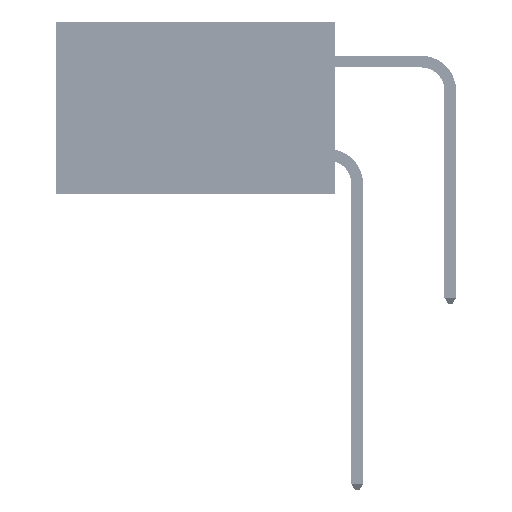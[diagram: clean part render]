
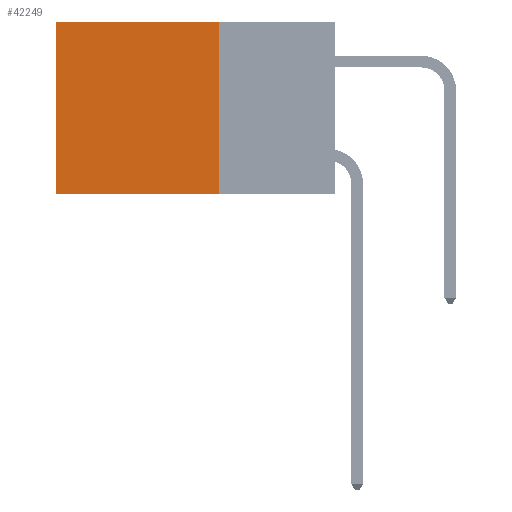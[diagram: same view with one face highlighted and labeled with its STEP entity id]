
A CAD part, left-side view. The second image highlights one B-rep face of the part: STEP entity #42249.
In plain terms, the highlighted planar face has unit normal (-1, 0, 0).
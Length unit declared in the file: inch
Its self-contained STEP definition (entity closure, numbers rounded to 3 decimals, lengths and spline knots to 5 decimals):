
#2643 = CARTESIAN_POINT ( 'NONE',  ( 0.2875, 0.25, 0. ) ) ;
#3172 = DIRECTION ( 'NONE',  ( 0., 0., -1. ) ) ;
#4210 = LINE ( 'NONE', #9860, #43937 ) ;
#4312 = EDGE_CURVE ( 'NONE', #12378, #30766, #8350, .T. ) ;
#8350 = LINE ( 'NONE', #27377, #28183 ) ;
#8721 = VECTOR ( 'NONE', #3172, 39.37008 ) ;
#9860 = CARTESIAN_POINT ( 'NONE',  ( 0.2875, 0.25, -0.37 ) ) ;
#12246 = VERTEX_POINT ( 'NONE', #49299 ) ;
#12378 = VERTEX_POINT ( 'NONE', #2643 ) ;
#13371 = ORIENTED_EDGE ( 'NONE', *, *, #4312, .F. ) ;
#13743 = ORIENTED_EDGE ( 'NONE', *, *, #36661, .F. ) ;
#14591 = CARTESIAN_POINT ( 'NONE',  ( 0.2875, 0.6, -0.37 ) ) ;
#17021 = EDGE_CURVE ( 'NONE', #12246, #28179, #19249, .T. ) ;
#17379 = PLANE ( 'NONE',  #33041 ) ;
#19249 = LINE ( 'NONE', #31057, #8721 ) ;
#19807 = ORIENTED_EDGE ( 'NONE', *, *, #50363, .T. ) ;
#21372 = DIRECTION ( 'NONE',  ( 0., 0., -1. ) ) ;
#23725 = ORIENTED_EDGE ( 'NONE', *, *, #17021, .T. ) ;
#26120 = VECTOR ( 'NONE', #42690, 39.37008 ) ;
#27377 = CARTESIAN_POINT ( 'NONE',  ( 0.2875, 0.25, 0. ) ) ;
#28179 = VERTEX_POINT ( 'NONE', #14591 ) ;
#28183 = VECTOR ( 'NONE', #47035, 39.37008 ) ;
#30766 = VERTEX_POINT ( 'NONE', #49782 ) ;
#31057 = CARTESIAN_POINT ( 'NONE',  ( 0.2875, 0.6, 0. ) ) ;
#33041 = AXIS2_PLACEMENT_3D ( 'NONE', #33193, #45069, #21372 ) ;
#33193 = CARTESIAN_POINT ( 'NONE',  ( 0.2875, 0.25, 0. ) ) ;
#33649 = DIRECTION ( 'NONE',  ( 0., 1., 0. ) ) ;
#34784 = CARTESIAN_POINT ( 'NONE',  ( 0.2875, 0.25, 0. ) ) ;
#35241 = EDGE_LOOP ( 'NONE', ( #23725, #13743, #13371, #19807 ) ) ;
#36661 = EDGE_CURVE ( 'NONE', #30766, #28179, #4210, .T. ) ;
#36672 = LINE ( 'NONE', #34784, #26120 ) ;
#42249 = ADVANCED_FACE ( 'NONE', ( #46908 ), #17379, .F. ) ;
#42690 = DIRECTION ( 'NONE',  ( 0., 1., 0. ) ) ;
#43937 = VECTOR ( 'NONE', #33649, 39.37008 ) ;
#45069 = DIRECTION ( 'NONE',  ( 1., 0., 0. ) ) ;
#46908 = FACE_OUTER_BOUND ( 'NONE', #35241, .T. ) ;
#47035 = DIRECTION ( 'NONE',  ( 0., 0., -1. ) ) ;
#49299 = CARTESIAN_POINT ( 'NONE',  ( 0.2875, 0.6, 0. ) ) ;
#49782 = CARTESIAN_POINT ( 'NONE',  ( 0.2875, 0.25, -0.37 ) ) ;
#50363 = EDGE_CURVE ( 'NONE', #12378, #12246, #36672, .T. ) ;
